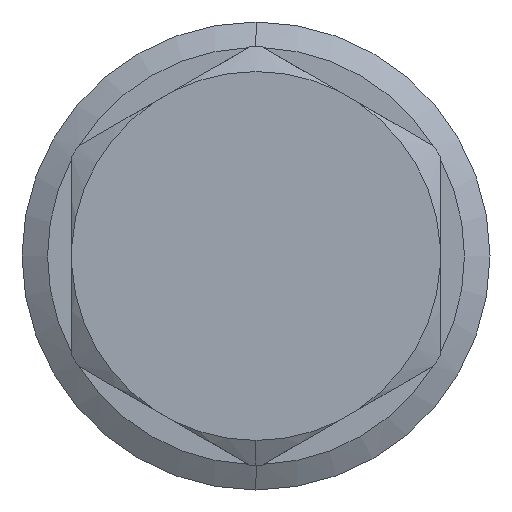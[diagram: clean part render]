
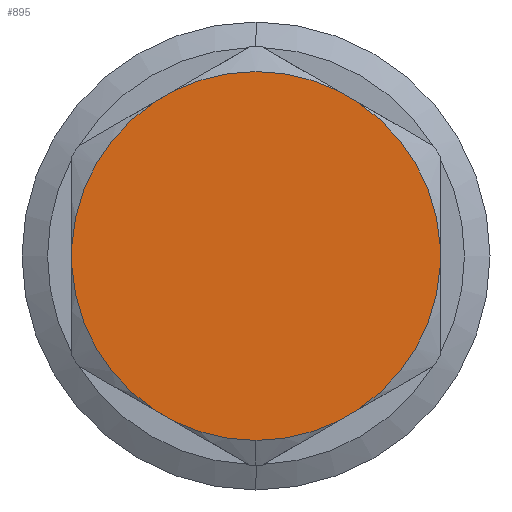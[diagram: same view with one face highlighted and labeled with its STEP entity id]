
A CAD part, left-side view. The second image highlights one B-rep face of the part: STEP entity #895.
In plain terms, the highlighted planar face has unit normal (-1, 0, 0).
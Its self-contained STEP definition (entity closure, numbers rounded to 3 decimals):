
#3 = ORIENTED_EDGE ( 'NONE', *, *, #3829, .T. ) ;
#32 = DIRECTION ( 'NONE',  ( 0., 0., 1. ) ) ;
#56 = DIRECTION ( 'NONE',  ( 0., 0., 1. ) ) ;
#75 = LINE ( 'NONE', #276, #6476 ) ;
#276 = CARTESIAN_POINT ( 'NONE',  ( 0., 20.6, 11.893 ) ) ;
#294 = AXIS2_PLACEMENT_3D ( 'NONE', #2849, #6458, #7093 ) ;
#301 = AXIS2_PLACEMENT_3D ( 'NONE', #3300, #6424, #4348 ) ;
#339 = ORIENTED_EDGE ( 'NONE', *, *, #6812, .F. ) ;
#571 = EDGE_CURVE ( 'NONE', #4398, #1257, #3189, .T. ) ;
#622 = CARTESIAN_POINT ( 'NONE',  ( 0., 0., -20.637 ) ) ;
#666 = CARTESIAN_POINT ( 'NONE',  ( 0., 0., 0. ) ) ;
#716 = DIRECTION ( 'NONE',  ( -1., 0., 0. ) ) ;
#875 = DIRECTION ( 'NONE',  ( -1., 0., 0. ) ) ;
#895 = ADVANCED_FACE ( 'NONE', ( #5441 ), #2113, .F. ) ;
#993 = DIRECTION ( 'NONE',  ( 0., 0., -1. ) ) ;
#1158 = EDGE_CURVE ( 'NONE', #3409, #2659, #5038, .T. ) ;
#1181 = CARTESIAN_POINT ( 'NONE',  ( 0., 0., -23.787 ) ) ;
#1243 = ORIENTED_EDGE ( 'NONE', *, *, #3986, .T. ) ;
#1257 = VERTEX_POINT ( 'NONE', #6797 ) ;
#1313 = CARTESIAN_POINT ( 'NONE',  ( 0., 0., 0. ) ) ;
#1424 = CARTESIAN_POINT ( 'NONE',  ( 0., 9.223, 18.462 ) ) ;
#1438 = CARTESIAN_POINT ( 'NONE',  ( 0., 0., 23.787 ) ) ;
#1501 = CARTESIAN_POINT ( 'NONE',  ( 0., 11.377, 17.218 ) ) ;
#1502 = CARTESIAN_POINT ( 'NONE',  ( 0., 9.223, -18.462 ) ) ;
#1849 = ORIENTED_EDGE ( 'NONE', *, *, #5129, .F. ) ;
#1933 = VECTOR ( 'NONE', #4736, 1000. ) ;
#1939 = VERTEX_POINT ( 'NONE', #5610 ) ;
#1959 = DIRECTION ( 'NONE',  ( 0., -0.866, -0.5 ) ) ;
#2010 = VERTEX_POINT ( 'NONE', #3898 ) ;
#2038 = CARTESIAN_POINT ( 'NONE',  ( 0., -20.6, -11.893 ) ) ;
#2054 = CARTESIAN_POINT ( 'NONE',  ( 0., 0., 0. ) ) ;
#2113 = PLANE ( 'NONE',  #5754 ) ;
#2195 = ORIENTED_EDGE ( 'NONE', *, *, #2537, .T. ) ;
#2378 = EDGE_CURVE ( 'NONE', #4636, #4728, #75, .T. ) ;
#2537 = EDGE_CURVE ( 'NONE', #4636, #6300, #4345, .T. ) ;
#2625 = ORIENTED_EDGE ( 'NONE', *, *, #4375, .F. ) ;
#2659 = VERTEX_POINT ( 'NONE', #622 ) ;
#2670 = CARTESIAN_POINT ( 'NONE',  ( 0., 20.6, 1.244 ) ) ;
#2699 = CARTESIAN_POINT ( 'NONE',  ( 0., 0., 0. ) ) ;
#2728 = AXIS2_PLACEMENT_3D ( 'NONE', #666, #716, #6256 ) ;
#2747 = DIRECTION ( 'NONE',  ( 0., -0.866, 0.5 ) ) ;
#2762 = AXIS2_PLACEMENT_3D ( 'NONE', #2054, #7084, #2780 ) ;
#2780 = DIRECTION ( 'NONE',  ( 0., 0., 1. ) ) ;
#2787 = DIRECTION ( 'NONE',  ( 1., 0., 0. ) ) ;
#2849 = CARTESIAN_POINT ( 'NONE',  ( 0., 0., 0. ) ) ;
#3037 = CARTESIAN_POINT ( 'NONE',  ( 0., 0., 0. ) ) ;
#3189 = LINE ( 'NONE', #7210, #1933 ) ;
#3300 = CARTESIAN_POINT ( 'NONE',  ( 0., 0., 0. ) ) ;
#3409 = VERTEX_POINT ( 'NONE', #1502 ) ;
#3456 = LINE ( 'NONE', #1181, #7840 ) ;
#3673 = DIRECTION ( 'NONE',  ( -1., 0., 0. ) ) ;
#3719 = DIRECTION ( 'NONE',  ( 0., 0.866, 0.5 ) ) ;
#3779 = ORIENTED_EDGE ( 'NONE', *, *, #7910, .T. ) ;
#3800 = DIRECTION ( 'NONE',  ( -1., 0., 0. ) ) ;
#3829 = EDGE_CURVE ( 'NONE', #2010, #4728, #5686, .T. ) ;
#3831 = AXIS2_PLACEMENT_3D ( 'NONE', #3037, #3673, #8002 ) ;
#3898 = CARTESIAN_POINT ( 'NONE',  ( 0., -9.223, 18.462 ) ) ;
#3986 = EDGE_CURVE ( 'NONE', #2659, #5353, #4624, .T. ) ;
#4151 = CARTESIAN_POINT ( 'NONE',  ( 0., 20.6, -1.244 ) ) ;
#4194 = ORIENTED_EDGE ( 'NONE', *, *, #6715, .T. ) ;
#4237 = LINE ( 'NONE', #2038, #7245 ) ;
#4267 = VERTEX_POINT ( 'NONE', #4151 ) ;
#4345 = CIRCLE ( 'NONE', #294, 20.637 ) ;
#4348 = DIRECTION ( 'NONE',  ( 0., 0., 1. ) ) ;
#4375 = EDGE_CURVE ( 'NONE', #3409, #6028, #3456, .T. ) ;
#4398 = VERTEX_POINT ( 'NONE', #6180 ) ;
#4404 = LINE ( 'NONE', #4472, #4995 ) ;
#4472 = CARTESIAN_POINT ( 'NONE',  ( 0., 20.6, -11.893 ) ) ;
#4532 = DIRECTION ( 'NONE',  ( 0., 0.866, -0.5 ) ) ;
#4624 = CIRCLE ( 'NONE', #7366, 20.637 ) ;
#4636 = VERTEX_POINT ( 'NONE', #1501 ) ;
#4728 = VERTEX_POINT ( 'NONE', #1424 ) ;
#4736 = DIRECTION ( 'NONE',  ( 0., 0., -1. ) ) ;
#4859 = CIRCLE ( 'NONE', #2762, 20.637 ) ;
#4889 = VERTEX_POINT ( 'NONE', #7215 ) ;
#4995 = VECTOR ( 'NONE', #56, 1000. ) ;
#5038 = CIRCLE ( 'NONE', #3831, 20.637 ) ;
#5129 = EDGE_CURVE ( 'NONE', #2010, #1939, #6951, .T. ) ;
#5194 = EDGE_CURVE ( 'NONE', #4889, #5353, #4237, .T. ) ;
#5333 = CARTESIAN_POINT ( 'NONE',  ( 0., -9.223, -18.462 ) ) ;
#5353 = VERTEX_POINT ( 'NONE', #5333 ) ;
#5441 = FACE_OUTER_BOUND ( 'NONE', #5902, .T. ) ;
#5533 = ORIENTED_EDGE ( 'NONE', *, *, #6229, .T. ) ;
#5610 = CARTESIAN_POINT ( 'NONE',  ( 0., -11.377, 17.218 ) ) ;
#5686 = CIRCLE ( 'NONE', #7776, 20.637 ) ;
#5754 = AXIS2_PLACEMENT_3D ( 'NONE', #6491, #2787, #993 ) ;
#5870 = VECTOR ( 'NONE', #1959, 1000. ) ;
#5902 = EDGE_LOOP ( 'NONE', ( #4194, #2625, #7637, #1243, #7488, #3779, #8015, #5533, #1849, #3, #6756, #2195, #339 ) ) ;
#6028 = VERTEX_POINT ( 'NONE', #7258 ) ;
#6180 = CARTESIAN_POINT ( 'NONE',  ( 0., -20.6, 1.244 ) ) ;
#6229 = EDGE_CURVE ( 'NONE', #4398, #1939, #7521, .T. ) ;
#6256 = DIRECTION ( 'NONE',  ( 0., 0., 1. ) ) ;
#6300 = VERTEX_POINT ( 'NONE', #2670 ) ;
#6424 = DIRECTION ( 'NONE',  ( -1., 0., 0. ) ) ;
#6458 = DIRECTION ( 'NONE',  ( -1., 0., 0. ) ) ;
#6476 = VECTOR ( 'NONE', #2747, 1000. ) ;
#6491 = CARTESIAN_POINT ( 'NONE',  ( 0., -20.6, 35.68 ) ) ;
#6715 = EDGE_CURVE ( 'NONE', #4267, #6028, #7430, .T. ) ;
#6756 = ORIENTED_EDGE ( 'NONE', *, *, #2378, .F. ) ;
#6797 = CARTESIAN_POINT ( 'NONE',  ( 0., -20.6, -1.244 ) ) ;
#6812 = EDGE_CURVE ( 'NONE', #4267, #6300, #4404, .T. ) ;
#6951 = LINE ( 'NONE', #1438, #5870 ) ;
#7084 = DIRECTION ( 'NONE',  ( -1., 0., 0. ) ) ;
#7093 = DIRECTION ( 'NONE',  ( 0., 0., 1. ) ) ;
#7210 = CARTESIAN_POINT ( 'NONE',  ( 0., -20.6, 11.893 ) ) ;
#7215 = CARTESIAN_POINT ( 'NONE',  ( 0., -11.377, -17.218 ) ) ;
#7245 = VECTOR ( 'NONE', #4532, 1000. ) ;
#7258 = CARTESIAN_POINT ( 'NONE',  ( 0., 11.377, -17.218 ) ) ;
#7366 = AXIS2_PLACEMENT_3D ( 'NONE', #2699, #875, #7682 ) ;
#7430 = CIRCLE ( 'NONE', #2728, 20.637 ) ;
#7488 = ORIENTED_EDGE ( 'NONE', *, *, #5194, .F. ) ;
#7521 = CIRCLE ( 'NONE', #301, 20.637 ) ;
#7637 = ORIENTED_EDGE ( 'NONE', *, *, #1158, .T. ) ;
#7682 = DIRECTION ( 'NONE',  ( 0., 0., 1. ) ) ;
#7776 = AXIS2_PLACEMENT_3D ( 'NONE', #1313, #3800, #32 ) ;
#7840 = VECTOR ( 'NONE', #3719, 1000. ) ;
#7910 = EDGE_CURVE ( 'NONE', #4889, #1257, #4859, .T. ) ;
#8002 = DIRECTION ( 'NONE',  ( 0., 0., 1. ) ) ;
#8015 = ORIENTED_EDGE ( 'NONE', *, *, #571, .F. ) ;
